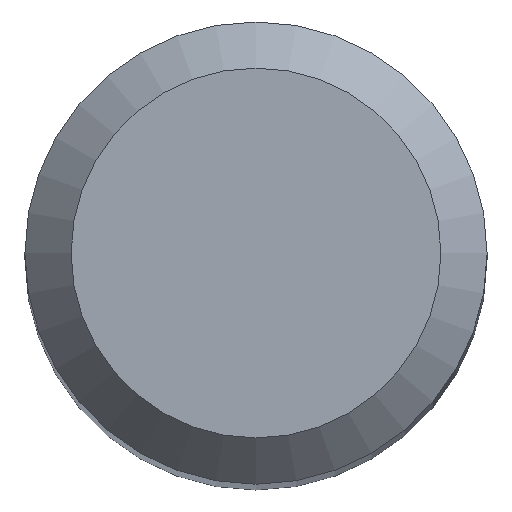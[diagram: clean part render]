
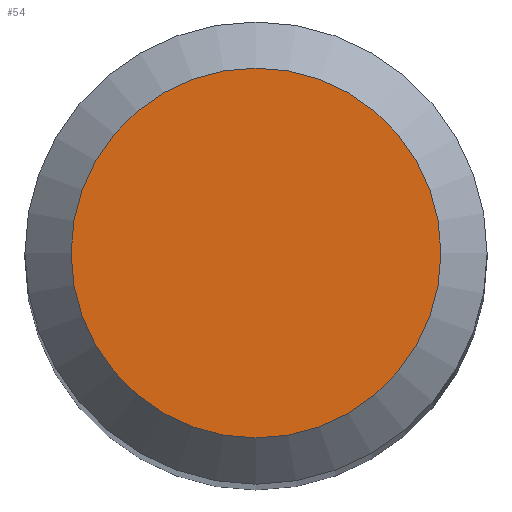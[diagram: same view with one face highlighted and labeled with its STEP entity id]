
A CAD part, top view. The second image highlights one B-rep face of the part: STEP entity #54.
In plain terms, the highlighted planar face has unit normal (0, 0, 1).
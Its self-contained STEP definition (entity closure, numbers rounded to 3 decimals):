
#36 = PLANE ( 'NONE',  #209 ) ;
#54 = ADVANCED_FACE ( 'NONE', ( #155 ), #36, .F. ) ;
#63 = CARTESIAN_POINT ( 'NONE',  ( 0., 0., 38. ) ) ;
#119 = DIRECTION ( 'NONE',  ( 0., 1., 0. ) ) ;
#134 = EDGE_LOOP ( 'NONE', ( #289 ) ) ;
#138 = VERTEX_POINT ( 'NONE', #143 ) ;
#143 = CARTESIAN_POINT ( 'NONE',  ( 0., 1.2, 38. ) ) ;
#155 = FACE_OUTER_BOUND ( 'NONE', #134, .T. ) ;
#180 = AXIS2_PLACEMENT_3D ( 'NONE', #63, #262, #119 ) ;
#191 = EDGE_CURVE ( 'NONE', #138, #138, #198, .T. ) ;
#198 = CIRCLE ( 'NONE', #180, 1.2 ) ;
#209 = AXIS2_PLACEMENT_3D ( 'NONE', #276, #294, #249 ) ;
#249 = DIRECTION ( 'NONE',  ( 0., 1., 0. ) ) ;
#262 = DIRECTION ( 'NONE',  ( 0., 0., -1. ) ) ;
#276 = CARTESIAN_POINT ( 'NONE',  ( 0., 0., 38. ) ) ;
#289 = ORIENTED_EDGE ( 'NONE', *, *, #191, .F. ) ;
#294 = DIRECTION ( 'NONE',  ( 0., 0., -1. ) ) ;
